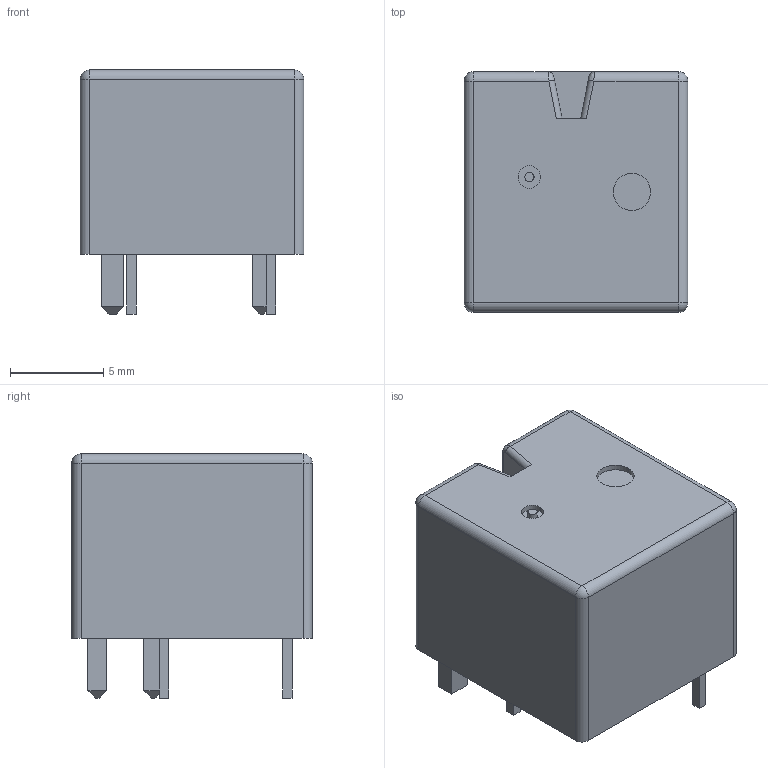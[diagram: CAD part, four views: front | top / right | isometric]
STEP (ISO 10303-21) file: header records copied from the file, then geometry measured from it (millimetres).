
FILE_DESCRIPTION (( 'STEP AP214' ), '1' );
FILE_NAME ('RELAY-TH_STKC-12MS.step', '2022-07-09T14:12:37', ( '' ), ( '' ), 'SwSTEP 2.0', 'SolidWorks 2020', '' );
FILE_SCHEMA (( 'AUTOMOTIVE_DESIGN' ));
Length unit declared in the file: millimetre
Products named in the file (1): RELAY-TH_STKC-12MS
Bounding box: 12 x 12.91 x 13.1 mm (x, y, z)
Volume: 1505.9 mm3; surface area: 854.1 mm2
Topology: 1 solids, 1 shells, 348 faces, 919 edges, 602 vertices
Faces by surface type: plane 211, bspline 114, cylinder 19, sphere 4
Entity records: 15227 total; most frequent: CARTESIAN_POINT 3634, ORIENTED_EDGE 1830, DIRECTION 1142, EDGE_CURVE 915, LINE 604, VECTOR 604, VERTEX_POINT 602, EDGE_LOOP 381
